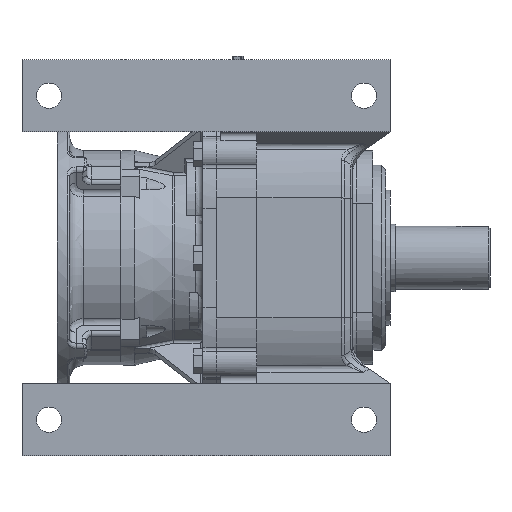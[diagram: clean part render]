
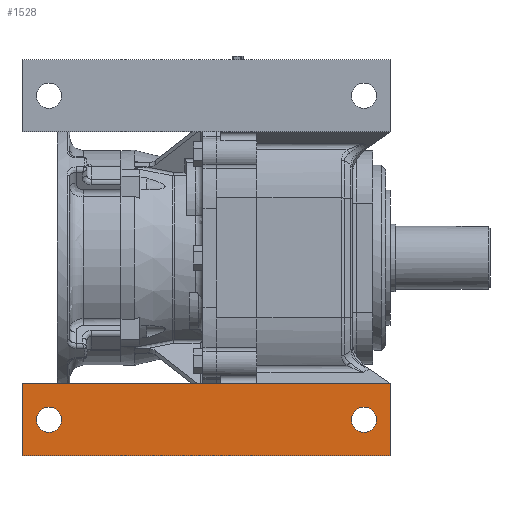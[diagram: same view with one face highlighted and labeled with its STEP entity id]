
A CAD part, front view. The second image highlights one B-rep face of the part: STEP entity #1528.
In plain terms, the highlighted planar face has unit normal (0, -1, 0).
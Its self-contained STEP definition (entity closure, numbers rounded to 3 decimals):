
#617 = FACE_BOUND ( 'NONE', #20665, .T. ) ;
#1009 = DIRECTION ( 'NONE',  ( 0., 0., -1. ) ) ;
#1528 = ADVANCED_FACE ( 'NONE', ( #12205, #617, #28647 ), #24035, .F. ) ;
#1787 = CIRCLE ( 'NONE', #7214, 14. ) ;
#2048 = VECTOR ( 'NONE', #12815, 1000. ) ;
#2066 = VERTEX_POINT ( 'NONE', #12649 ) ;
#2235 = VERTEX_POINT ( 'NONE', #13560 ) ;
#3015 = DIRECTION ( 'NONE',  ( -1., 0., 0. ) ) ;
#4195 = CARTESIAN_POINT ( 'NONE',  ( 164., -270., -194. ) ) ;
#4721 = CARTESIAN_POINT ( 'NONE',  ( 194., -270., -140. ) ) ;
#7195 = CARTESIAN_POINT ( 'NONE',  ( 194., -270., -220. ) ) ;
#7214 = AXIS2_PLACEMENT_3D ( 'NONE', #21418, #17268, #14520 ) ;
#7566 = CARTESIAN_POINT ( 'NONE',  ( 194., -270., -220. ) ) ;
#7651 = LINE ( 'NONE', #4721, #21651 ) ;
#8481 = CARTESIAN_POINT ( 'NONE',  ( 194., -270., -220. ) ) ;
#10139 = LINE ( 'NONE', #19812, #29215 ) ;
#10401 = EDGE_CURVE ( 'NONE', #2235, #2066, #10139, .T. ) ;
#10531 = CARTESIAN_POINT ( 'NONE',  ( 194., -270., -220. ) ) ;
#10659 = CIRCLE ( 'NONE', #25408, 14. ) ;
#10705 = ORIENTED_EDGE ( 'NONE', *, *, #19592, .T. ) ;
#12205 = FACE_BOUND ( 'NONE', #22894, .T. ) ;
#12248 = ORIENTED_EDGE ( 'NONE', *, *, #13091, .F. ) ;
#12291 = ORIENTED_EDGE ( 'NONE', *, *, #15241, .F. ) ;
#12349 = DIRECTION ( 'NONE',  ( 0., 0., 1. ) ) ;
#12542 = DIRECTION ( 'NONE',  ( 0., 0., -1. ) ) ;
#12649 = CARTESIAN_POINT ( 'NONE',  ( -216., -270., -220. ) ) ;
#12815 = DIRECTION ( 'NONE',  ( -1., 0., 0. ) ) ;
#12989 = LINE ( 'NONE', #10531, #14294 ) ;
#13091 = EDGE_CURVE ( 'NONE', #22402, #22402, #1787, .T. ) ;
#13560 = CARTESIAN_POINT ( 'NONE',  ( -216., -270., -140. ) ) ;
#14037 = EDGE_LOOP ( 'NONE', ( #21109, #17403, #26465, #10705 ) ) ;
#14294 = VECTOR ( 'NONE', #12542, 1000. ) ;
#14520 = DIRECTION ( 'NONE',  ( 0., 0., -1. ) ) ;
#15241 = EDGE_CURVE ( 'NONE', #29918, #29918, #10659, .T. ) ;
#15912 = AXIS2_PLACEMENT_3D ( 'NONE', #7566, #16803, #12349 ) ;
#16127 = DIRECTION ( 'NONE',  ( 0., 0., -1. ) ) ;
#16803 = DIRECTION ( 'NONE',  ( 0., 1., 0. ) ) ;
#17268 = DIRECTION ( 'NONE',  ( 0., -1., 0. ) ) ;
#17403 = ORIENTED_EDGE ( 'NONE', *, *, #27439, .F. ) ;
#18676 = VERTEX_POINT ( 'NONE', #20458 ) ;
#19592 = EDGE_CURVE ( 'NONE', #18676, #2235, #7651, .T. ) ;
#19812 = CARTESIAN_POINT ( 'NONE',  ( -216., -270., -220. ) ) ;
#20273 = CARTESIAN_POINT ( 'NONE',  ( -186., -270., -180. ) ) ;
#20458 = CARTESIAN_POINT ( 'NONE',  ( 194., -270., -140. ) ) ;
#20513 = CARTESIAN_POINT ( 'NONE',  ( -186., -270., -194. ) ) ;
#20584 = DIRECTION ( 'NONE',  ( 0., -1., 0. ) ) ;
#20665 = EDGE_LOOP ( 'NONE', ( #12248 ) ) ;
#21109 = ORIENTED_EDGE ( 'NONE', *, *, #10401, .T. ) ;
#21418 = CARTESIAN_POINT ( 'NONE',  ( 164., -270., -180. ) ) ;
#21651 = VECTOR ( 'NONE', #3015, 1000. ) ;
#22402 = VERTEX_POINT ( 'NONE', #4195 ) ;
#22894 = EDGE_LOOP ( 'NONE', ( #12291 ) ) ;
#23730 = EDGE_CURVE ( 'NONE', #18676, #25273, #12989, .T. ) ;
#24035 = PLANE ( 'NONE',  #15912 ) ;
#25273 = VERTEX_POINT ( 'NONE', #7195 ) ;
#25408 = AXIS2_PLACEMENT_3D ( 'NONE', #20273, #20584, #16127 ) ;
#26465 = ORIENTED_EDGE ( 'NONE', *, *, #23730, .F. ) ;
#26828 = LINE ( 'NONE', #8481, #2048 ) ;
#27439 = EDGE_CURVE ( 'NONE', #25273, #2066, #26828, .T. ) ;
#28647 = FACE_OUTER_BOUND ( 'NONE', #14037, .T. ) ;
#29215 = VECTOR ( 'NONE', #1009, 1000. ) ;
#29918 = VERTEX_POINT ( 'NONE', #20513 ) ;
